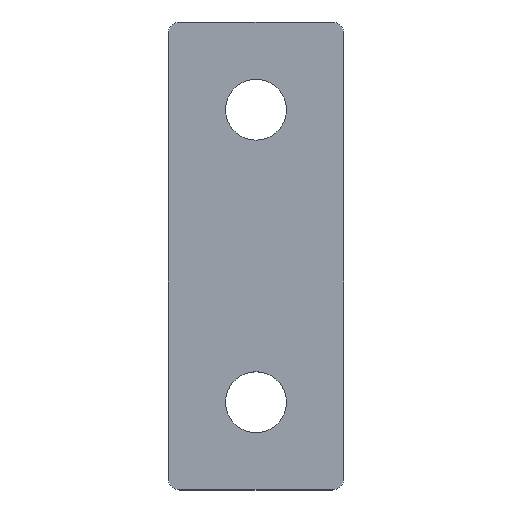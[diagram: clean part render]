
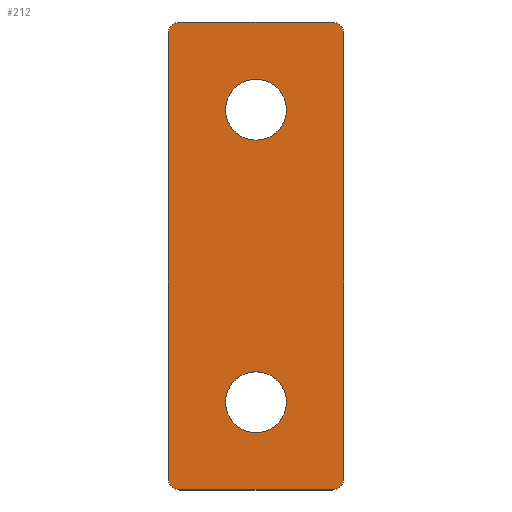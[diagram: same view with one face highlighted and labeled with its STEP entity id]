
A CAD part, top view. The second image highlights one B-rep face of the part: STEP entity #212.
In plain terms, the highlighted planar face has unit normal (0, 0, 1).
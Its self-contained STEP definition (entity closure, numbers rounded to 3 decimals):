
#15=FACE_BOUND('',#41,.T.);
#16=FACE_BOUND('',#42,.T.);
#21=PLANE('',#228);
#28=FACE_OUTER_BOUND('',#40,.T.);
#40=EDGE_LOOP('',(#153,#154,#155,#156,#157,#158,#159,#160));
#41=EDGE_LOOP('',(#161));
#42=EDGE_LOOP('',(#162));
#59=LINE('',#327,#75);
#60=LINE('',#331,#76);
#61=LINE('',#335,#77);
#62=LINE('',#338,#78);
#75=VECTOR('',#261,13.);
#76=VECTOR('',#264,38.);
#77=VECTOR('',#267,13.);
#78=VECTOR('',#270,38.);
#89=CIRCLE('',#226,1.);
#91=CIRCLE('',#229,1.);
#92=CIRCLE('',#230,1.);
#93=CIRCLE('',#231,1.);
#94=CIRCLE('',#232,2.6);
#95=CIRCLE('',#233,2.6);
#101=VERTEX_POINT('',#317);
#102=VERTEX_POINT('',#318);
#105=VERTEX_POINT('',#326);
#106=VERTEX_POINT('',#328);
#107=VERTEX_POINT('',#330);
#108=VERTEX_POINT('',#332);
#109=VERTEX_POINT('',#334);
#110=VERTEX_POINT('',#336);
#111=VERTEX_POINT('',#339);
#112=VERTEX_POINT('',#341);
#121=EDGE_CURVE('',#101,#102,#89,.T.);
#125=EDGE_CURVE('',#105,#101,#59,.T.);
#126=EDGE_CURVE('',#106,#105,#91,.T.);
#127=EDGE_CURVE('',#107,#106,#60,.T.);
#128=EDGE_CURVE('',#108,#107,#92,.T.);
#129=EDGE_CURVE('',#109,#108,#61,.T.);
#130=EDGE_CURVE('',#110,#109,#93,.T.);
#131=EDGE_CURVE('',#102,#110,#62,.T.);
#132=EDGE_CURVE('',#111,#111,#94,.T.);
#133=EDGE_CURVE('',#112,#112,#95,.T.);
#153=ORIENTED_EDGE('',*,*,#121,.F.);
#154=ORIENTED_EDGE('',*,*,#125,.F.);
#155=ORIENTED_EDGE('',*,*,#126,.F.);
#156=ORIENTED_EDGE('',*,*,#127,.F.);
#157=ORIENTED_EDGE('',*,*,#128,.F.);
#158=ORIENTED_EDGE('',*,*,#129,.F.);
#159=ORIENTED_EDGE('',*,*,#130,.F.);
#160=ORIENTED_EDGE('',*,*,#131,.F.);
#161=ORIENTED_EDGE('',*,*,#132,.T.);
#162=ORIENTED_EDGE('',*,*,#133,.T.);
#212=ADVANCED_FACE('',(#28,#15,#16),#21,.T.);
#226=AXIS2_PLACEMENT_3D('',#319,#253,#254);
#228=AXIS2_PLACEMENT_3D('',#325,#259,#260);
#229=AXIS2_PLACEMENT_3D('',#329,#262,#263);
#230=AXIS2_PLACEMENT_3D('',#333,#265,#266);
#231=AXIS2_PLACEMENT_3D('',#337,#268,#269);
#232=AXIS2_PLACEMENT_3D('',#340,#271,#272);
#233=AXIS2_PLACEMENT_3D('',#342,#273,#274);
#253=DIRECTION('center_axis',(0.,0.,-1.));
#254=DIRECTION('ref_axis',(0.707,0.707,0.));
#259=DIRECTION('center_axis',(0.,0.,1.));
#260=DIRECTION('ref_axis',(1.,0.,0.));
#261=DIRECTION('',(1.,0.,0.));
#262=DIRECTION('center_axis',(0.,0.,-1.));
#263=DIRECTION('ref_axis',(-0.707,0.707,0.));
#264=DIRECTION('',(0.,1.,0.));
#265=DIRECTION('center_axis',(0.,0.,-1.));
#266=DIRECTION('ref_axis',(-0.707,-0.707,0.));
#267=DIRECTION('',(-1.,0.,0.));
#268=DIRECTION('center_axis',(0.,0.,-1.));
#269=DIRECTION('ref_axis',(0.707,-0.707,0.));
#270=DIRECTION('',(0.,-1.,0.));
#271=DIRECTION('center_axis',(0.,0.,-1.));
#272=DIRECTION('ref_axis',(-1.,0.,0.));
#273=DIRECTION('center_axis',(0.,0.,-1.));
#274=DIRECTION('ref_axis',(-1.,0.,0.));
#317=CARTESIAN_POINT('',(-35.13,-88.761,3.));
#318=CARTESIAN_POINT('',(-34.13,-89.761,3.));
#319=CARTESIAN_POINT('Origin',(-35.13,-89.761,3.));
#325=CARTESIAN_POINT('Origin',(-41.63,-108.761,3.));
#326=CARTESIAN_POINT('',(-48.13,-88.761,3.));
#327=CARTESIAN_POINT('',(-49.13,-88.761,3.));
#328=CARTESIAN_POINT('',(-49.13,-89.761,3.));
#329=CARTESIAN_POINT('Origin',(-48.13,-89.761,3.));
#330=CARTESIAN_POINT('',(-49.13,-127.761,3.));
#331=CARTESIAN_POINT('',(-49.13,-128.761,3.));
#332=CARTESIAN_POINT('',(-48.13,-128.761,3.));
#333=CARTESIAN_POINT('Origin',(-48.13,-127.761,3.));
#334=CARTESIAN_POINT('',(-35.13,-128.761,3.));
#335=CARTESIAN_POINT('',(-34.13,-128.761,3.));
#336=CARTESIAN_POINT('',(-34.13,-127.761,3.));
#337=CARTESIAN_POINT('Origin',(-35.13,-127.761,3.));
#338=CARTESIAN_POINT('',(-34.13,-88.761,3.));
#339=CARTESIAN_POINT('',(-39.03,-96.261,3.));
#340=CARTESIAN_POINT('Origin',(-41.63,-96.261,3.));
#341=CARTESIAN_POINT('',(-39.03,-121.261,3.));
#342=CARTESIAN_POINT('Origin',(-41.63,-121.261,3.));
